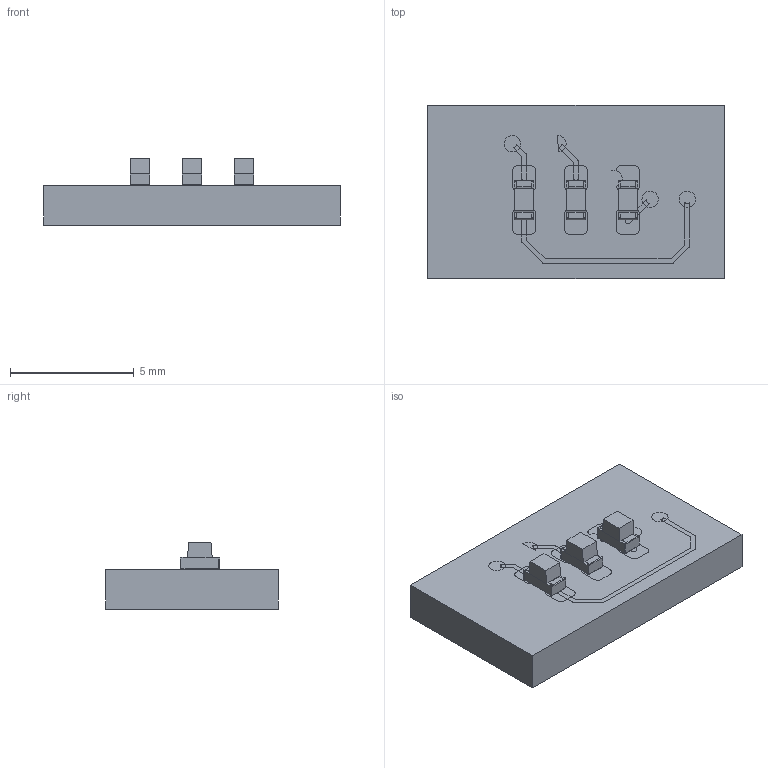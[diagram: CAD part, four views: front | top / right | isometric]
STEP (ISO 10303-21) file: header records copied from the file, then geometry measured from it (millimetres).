
FILE_DESCRIPTION(('FreeCAD Model'),'2;1');
FILE_NAME('Open CASCADE Shape Model','2023-06-08T01:42:11',('Author'),( ''),'Open CASCADE STEP processor 7.5','FreeCAD','Unknown');
FILE_SCHEMA(('AUTOMOTIVE_DESIGN { 1 0 10303 214 1 1 1 1 }'));
Length unit declared in the file: millimetre
Products named in the file (12): TOPBOARD; Local_CS_4601; Board_Geoms_4601; Pcb_4601; PCB_Sketch_4601; topPads_4601_cut; topTracks_4601; botPads_4601; botTracks_4601; Step_Models_4601; Top_4601; D2_LED_0603_1608Metric_e1ccf86073a2
Assembly tree (13 placements, depth 4):
  TOPBOARD
    Local_CS_4601
    Board_Geoms_4601
      Pcb_4601
      PCB_Sketch_4601
      topPads_4601_cut
      topTracks_4601
      botPads_4601
      botTracks_4601
    Step_Models_4601
      Top_4601
        D2_LED_0603_1608Metric_e1ccf86073a2  x3
Bounding box: 12 x 7 x 2.72 mm (x, y, z)
Volume: 137.6 mm3; surface area: 280.5 mm2
Topology: 4 solids, 32 shells, 184 faces, 606 edges, 464 vertices
Faces by surface type: plane 160, cylinder 24
Entity records: 4463 total; most frequent: CARTESIAN_POINT 726, DIRECTION 656, ORIENTED_EDGE 480, EDGE_CURVE 335, VERTEX_POINT 284, AXIS2_PLACEMENT_3D 222, LINE 212, VECTOR 212
